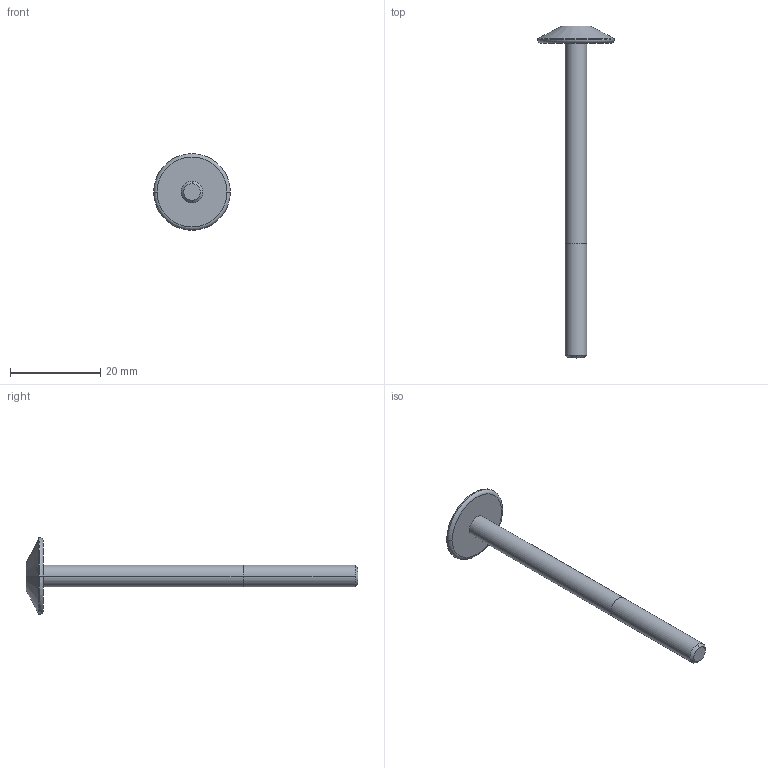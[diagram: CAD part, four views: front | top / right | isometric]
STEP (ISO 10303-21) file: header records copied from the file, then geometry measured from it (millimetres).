
FILE_DESCRIPTION (( 'STEP AP203' ), '1' );
FILE_NAME ('REV-21-3740.STEP', '2024-12-10T17:11:36', ( '' ), ( '' ), 'SwSTEP 2.0', 'SolidWorks 2022', '' );
FILE_SCHEMA (( 'CONFIG_CONTROL_DESIGN' ));
Length unit declared in the file: inch
Products named in the file (1): REV-21-3740
Bounding box: 17 x 73.66 x 17 mm (x, y, z)
Volume: 1785.9 mm3; surface area: 1633.1 mm2
Topology: 1 solids, 2 shells, 30 faces, 62 edges, 40 vertices
Faces by surface type: plane 14, cylinder 8, cone 4, torus 2, bspline 2
Entity records: 883 total; most frequent: CARTESIAN_POINT 159, DIRECTION 142, ORIENTED_EDGE 124, EDGE_CURVE 62, AXIS2_PLACEMENT_3D 55, VERTEX_POINT 40, EDGE_LOOP 34, LINE 32
